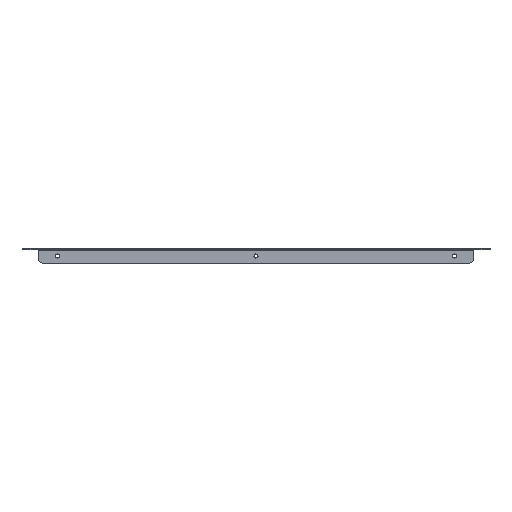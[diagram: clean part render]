
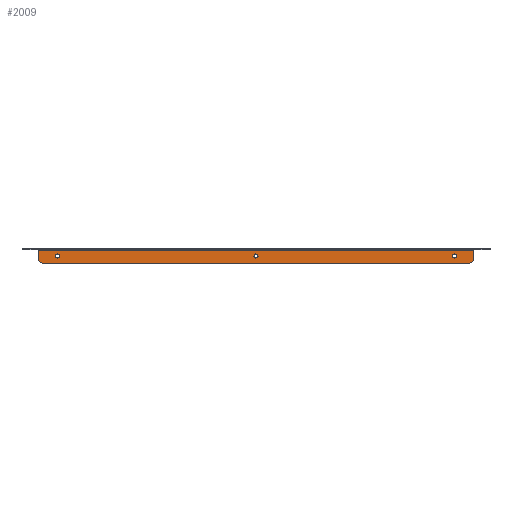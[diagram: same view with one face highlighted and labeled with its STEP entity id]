
A CAD part, front view. The second image highlights one B-rep face of the part: STEP entity #2009.
In plain terms, the highlighted planar face has unit normal (0, -1, 0).
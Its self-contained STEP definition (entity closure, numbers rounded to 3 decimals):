
#9 = AXIS2_PLACEMENT_3D ( 'NONE', #430, #1741, #257 ) ;
#17 = CARTESIAN_POINT ( 'NONE',  ( -206.25, -149.8, -7.5 ) ) ;
#37 = DIRECTION ( 'NONE',  ( 1., 0., 0. ) ) ;
#79 = ORIENTED_EDGE ( 'NONE', *, *, #1840, .F. ) ;
#130 = DIRECTION ( 'NONE',  ( 0., 0., 1. ) ) ;
#177 = ORIENTED_EDGE ( 'NONE', *, *, #2182, .T. ) ;
#198 = DIRECTION ( 'NONE',  ( 0., 0., 1. ) ) ;
#209 = ORIENTED_EDGE ( 'NONE', *, *, #470, .T. ) ;
#257 = DIRECTION ( 'NONE',  ( 0., 0., 1. ) ) ;
#272 = VERTEX_POINT ( 'NONE', #2120 ) ;
#300 = EDGE_LOOP ( 'NONE', ( #1382 ) ) ;
#337 = DIRECTION ( 'NONE',  ( 0., 0., 1. ) ) ;
#361 = LINE ( 'NONE', #2147, #2283 ) ;
#383 = ORIENTED_EDGE ( 'NONE', *, *, #1031, .T. ) ;
#388 = CARTESIAN_POINT ( 'NONE',  ( -226.25, -149.8, -10. ) ) ;
#398 = CARTESIAN_POINT ( 'NONE',  ( 206.25, -149.8, -5.4 ) ) ;
#430 = CARTESIAN_POINT ( 'NONE',  ( 0., -149.8, 0. ) ) ;
#448 = EDGE_LOOP ( 'NONE', ( #209 ) ) ;
#470 = EDGE_CURVE ( 'NONE', #1690, #1690, #1058, .T. ) ;
#552 = CARTESIAN_POINT ( 'NONE',  ( 206.25, -149.8, -7.5 ) ) ;
#553 = CARTESIAN_POINT ( 'NONE',  ( 0., -149.8, -15. ) ) ;
#555 = EDGE_LOOP ( 'NONE', ( #1701, #177, #596, #383, #1280, #79 ) ) ;
#582 = LINE ( 'NONE', #851, #2343 ) ;
#596 = ORIENTED_EDGE ( 'NONE', *, *, #664, .T. ) ;
#602 = VERTEX_POINT ( 'NONE', #398 ) ;
#641 = CARTESIAN_POINT ( 'NONE',  ( 226.25, -149.8, -10. ) ) ;
#647 = DIRECTION ( 'NONE',  ( 0., 0., 1. ) ) ;
#654 = VERTEX_POINT ( 'NONE', #957 ) ;
#664 = EDGE_CURVE ( 'NONE', #962, #272, #2107, .T. ) ;
#707 = LINE ( 'NONE', #1698, #1551 ) ;
#764 = DIRECTION ( 'NONE',  ( 0., 1., 0. ) ) ;
#786 = CIRCLE ( 'NONE', #2108, 5. ) ;
#838 = VERTEX_POINT ( 'NONE', #2237 ) ;
#851 = CARTESIAN_POINT ( 'NONE',  ( -226.25, -149.8, 0. ) ) ;
#902 = AXIS2_PLACEMENT_3D ( 'NONE', #552, #764, #1330 ) ;
#915 = EDGE_CURVE ( 'NONE', #654, #2414, #582, .T. ) ;
#925 = EDGE_LOOP ( 'NONE', ( #1943 ) ) ;
#956 = CARTESIAN_POINT ( 'NONE',  ( 0., -149.8, -5.4 ) ) ;
#957 = CARTESIAN_POINT ( 'NONE',  ( -226.25, -149.8, -0.919 ) ) ;
#962 = VERTEX_POINT ( 'NONE', #1764 ) ;
#979 = PLANE ( 'NONE',  #9 ) ;
#1003 = CIRCLE ( 'NONE', #902, 2.1 ) ;
#1031 = EDGE_CURVE ( 'NONE', #272, #1627, #786, .T. ) ;
#1058 = CIRCLE ( 'NONE', #1892, 2.1 ) ;
#1129 = DIRECTION ( 'NONE',  ( 0., 1., 0. ) ) ;
#1159 = VERTEX_POINT ( 'NONE', #1293 ) ;
#1280 = ORIENTED_EDGE ( 'NONE', *, *, #1324, .T. ) ;
#1293 = CARTESIAN_POINT ( 'NONE',  ( 226.25, -149.8, -0.919 ) ) ;
#1315 = CIRCLE ( 'NONE', #2088, 2.1 ) ;
#1324 = EDGE_CURVE ( 'NONE', #1627, #1159, #361, .T. ) ;
#1330 = DIRECTION ( 'NONE',  ( 0., 0., 1. ) ) ;
#1331 = DIRECTION ( 'NONE',  ( 1., 0., 0. ) ) ;
#1382 = ORIENTED_EDGE ( 'NONE', *, *, #1832, .T. ) ;
#1435 = CIRCLE ( 'NONE', #1445, 5. ) ;
#1445 = AXIS2_PLACEMENT_3D ( 'NONE', #1585, #1800, #647 ) ;
#1471 = DIRECTION ( 'NONE',  ( 0., 1., 0. ) ) ;
#1551 = VECTOR ( 'NONE', #37, 1000. ) ;
#1582 = FACE_BOUND ( 'NONE', #448, .T. ) ;
#1585 = CARTESIAN_POINT ( 'NONE',  ( -221.25, -149.8, -10. ) ) ;
#1627 = VERTEX_POINT ( 'NONE', #641 ) ;
#1657 = CARTESIAN_POINT ( 'NONE',  ( 0., -149.8, -7.5 ) ) ;
#1690 = VERTEX_POINT ( 'NONE', #956 ) ;
#1698 = CARTESIAN_POINT ( 'NONE',  ( -228.796, -149.8, -0.919 ) ) ;
#1701 = ORIENTED_EDGE ( 'NONE', *, *, #915, .T. ) ;
#1741 = DIRECTION ( 'NONE',  ( 0., 1., 0. ) ) ;
#1764 = CARTESIAN_POINT ( 'NONE',  ( -221.25, -149.8, -15. ) ) ;
#1798 = CARTESIAN_POINT ( 'NONE',  ( 221.25, -149.8, -10. ) ) ;
#1800 = DIRECTION ( 'NONE',  ( 0., -1., 0. ) ) ;
#1832 = EDGE_CURVE ( 'NONE', #838, #838, #1315, .T. ) ;
#1840 = EDGE_CURVE ( 'NONE', #654, #1159, #707, .T. ) ;
#1892 = AXIS2_PLACEMENT_3D ( 'NONE', #1657, #1471, #337 ) ;
#1899 = FACE_BOUND ( 'NONE', #300, .T. ) ;
#1942 = DIRECTION ( 'NONE',  ( 0., 0., -1. ) ) ;
#1943 = ORIENTED_EDGE ( 'NONE', *, *, #2390, .T. ) ;
#1956 = FACE_OUTER_BOUND ( 'NONE', #555, .T. ) ;
#2009 = ADVANCED_FACE ( 'NONE', ( #1899, #1582, #2137, #1956 ), #979, .F. ) ;
#2063 = DIRECTION ( 'NONE',  ( 0., 0., 1. ) ) ;
#2088 = AXIS2_PLACEMENT_3D ( 'NONE', #17, #1129, #2063 ) ;
#2107 = LINE ( 'NONE', #553, #2348 ) ;
#2108 = AXIS2_PLACEMENT_3D ( 'NONE', #1798, #2389, #130 ) ;
#2120 = CARTESIAN_POINT ( 'NONE',  ( 221.25, -149.8, -15. ) ) ;
#2137 = FACE_BOUND ( 'NONE', #925, .T. ) ;
#2147 = CARTESIAN_POINT ( 'NONE',  ( 226.25, -149.8, 0. ) ) ;
#2182 = EDGE_CURVE ( 'NONE', #2414, #962, #1435, .T. ) ;
#2237 = CARTESIAN_POINT ( 'NONE',  ( -206.25, -149.8, -5.4 ) ) ;
#2283 = VECTOR ( 'NONE', #198, 1000. ) ;
#2343 = VECTOR ( 'NONE', #1942, 1000. ) ;
#2348 = VECTOR ( 'NONE', #1331, 1000. ) ;
#2389 = DIRECTION ( 'NONE',  ( 0., -1., 0. ) ) ;
#2390 = EDGE_CURVE ( 'NONE', #602, #602, #1003, .T. ) ;
#2414 = VERTEX_POINT ( 'NONE', #388 ) ;
